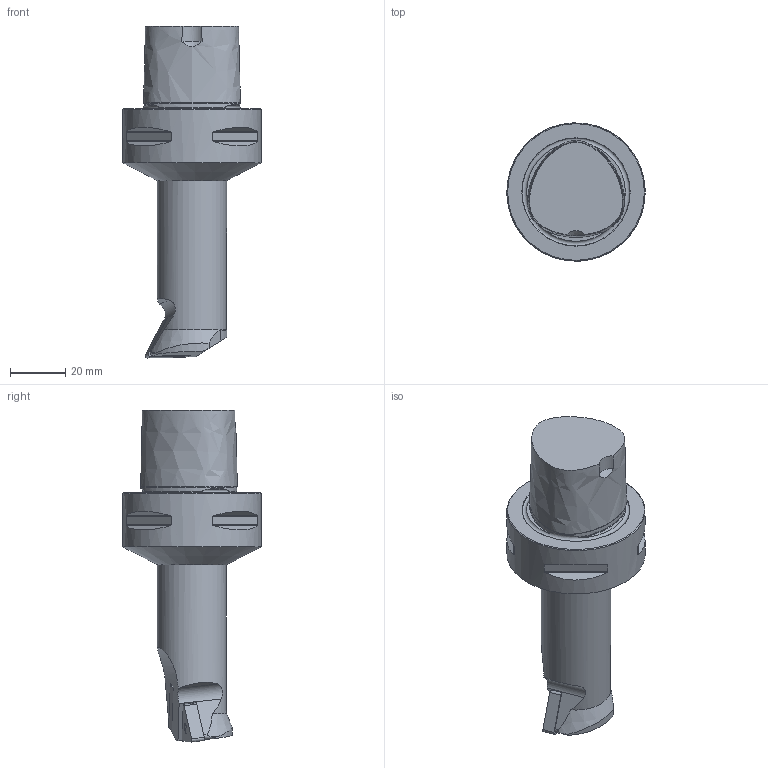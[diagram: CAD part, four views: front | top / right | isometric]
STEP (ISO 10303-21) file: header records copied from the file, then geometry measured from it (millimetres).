
FILE_DESCRIPTION(/* description */ (''),/* implementation_level */ '2;1');
FILE_NAME(/* name */ '1559889326658.stp',/* time_stamp */ '2019-06-07T12:05:38+06:00',/* author */ (''),/* organization */ ('SMS'),/* preprocessor_version */ 'ST-DEVELOPER v15',/* originating_system */ 'SIEMENS PLM Software NX 8.5',/* authorisation */ '');
FILE_SCHEMA (('AUTOMOTIVE_DESIGN { 1 0 10303 214 3 1 1 1 }'));
Length unit declared in the file: millimetre
Products named in the file (4): ASSEMBLY_CONSTRUCTION; IsoTurningInsert; 201757212mod000_00; 201757211mod000_00
Assembly tree (3 placements, depth 2):
  201757211mod000_00
    201757212mod000_00
    IsoTurningInsert
    ASSEMBLY_CONSTRUCTION
Bounding box: 49.99 x 49.98 x 120 mm (x, y, z)
Volume: 100115.8 mm3; surface area: 15803.2 mm2
Topology: 2 solids, 2 shells, 75 faces, 192 edges, 134 vertices
Faces by surface type: plane 36, cylinder 24, cone 8, bspline 6, torus 1
Full cylindrical faces by diameter (mm): 3.81 x2, 25 x1, 50 x1
Entity records: 18960 total; most frequent: CARTESIAN_POINT 17133, ORIENTED_EDGE 346, DIRECTION 327, EDGE_CURVE 173, AXIS2_PLACEMENT_3D 129, VERTEX_POINT 120, EDGE_LOOP 95, ADVANCED_FACE 75
